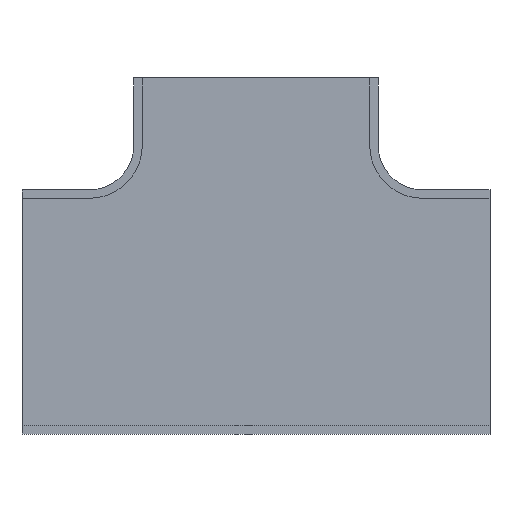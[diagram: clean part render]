
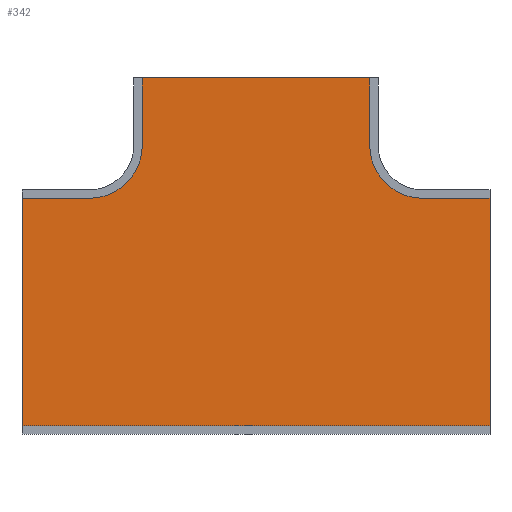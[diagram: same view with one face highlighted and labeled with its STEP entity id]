
A CAD part, front view. The second image highlights one B-rep face of the part: STEP entity #342.
In plain terms, the highlighted planar face has unit normal (0, -1, 0).
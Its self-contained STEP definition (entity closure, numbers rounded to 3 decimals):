
#4 = EDGE_CURVE ( 'NONE', #477, #719, #354, .T. ) ;
#20 = EDGE_CURVE ( 'NONE', #625, #689, #340, .T. ) ;
#26 = DIRECTION ( 'NONE',  ( 0., 1., 0. ) ) ;
#34 = EDGE_CURVE ( 'NONE', #689, #691, #345, .T. ) ;
#51 = VECTOR ( 'NONE', #162, 1000. ) ;
#60 = LINE ( 'NONE', #171, #51 ) ;
#81 = VECTOR ( 'NONE', #161, 1000. ) ;
#82 = CARTESIAN_POINT ( 'NONE',  ( -41.8, 40.2, 8.187 ) ) ;
#87 = LINE ( 'NONE', #154, #81 ) ;
#103 = CARTESIAN_POINT ( 'NONE',  ( 41.8, 40.2, 8.187 ) ) ;
#109 = LINE ( 'NONE', #222, #113 ) ;
#113 = VECTOR ( 'NONE', #220, 1000. ) ;
#141 = DIRECTION ( 'NONE',  ( 0., -1., 0. ) ) ;
#147 = CARTESIAN_POINT ( 'NONE',  ( 29.8, 40.2, 17.687 ) ) ;
#154 = CARTESIAN_POINT ( 'NONE',  ( -29.8, 40.2, 8.187 ) ) ;
#160 = EDGE_CURVE ( 'NONE', #691, #477, #312, .T. ) ;
#161 = DIRECTION ( 'NONE',  ( 1., 0., 0. ) ) ;
#162 = DIRECTION ( 'NONE',  ( -1., 0., 0. ) ) ;
#164 = AXIS2_PLACEMENT_3D ( 'NONE', #453, #448, #445 ) ;
#165 = CARTESIAN_POINT ( 'NONE',  ( 20.3, 40.2, 17.687 ) ) ;
#168 = CARTESIAN_POINT ( 'NONE',  ( -41.8, 40.2, -32.413 ) ) ;
#171 = CARTESIAN_POINT ( 'NONE',  ( -41.8, 40.2, -32.413 ) ) ;
#183 = DIRECTION ( 'NONE',  ( 0., 0., 1. ) ) ;
#184 = CIRCLE ( 'NONE', #164, 9.5 ) ;
#187 = CARTESIAN_POINT ( 'NONE',  ( 20.3, 40.2, 29.687 ) ) ;
#190 = VECTOR ( 'NONE', #487, 1000. ) ;
#206 = VECTOR ( 'NONE', #523, 1000. ) ;
#208 = LINE ( 'NONE', #481, #190 ) ;
#210 = LINE ( 'NONE', #531, #206 ) ;
#220 = DIRECTION ( 'NONE',  ( 0., 0., 1. ) ) ;
#222 = CARTESIAN_POINT ( 'NONE',  ( -41.8, 40.2, 9.687 ) ) ;
#225 = AXIS2_PLACEMENT_3D ( 'NONE', #614, #26, #588 ) ;
#239 = FACE_OUTER_BOUND ( 'NONE', #428, .T. ) ;
#312 = CIRCLE ( 'NONE', #455, 9.5 ) ;
#315 = CARTESIAN_POINT ( 'NONE',  ( -20.3, 40.2, 29.687 ) ) ;
#336 = VECTOR ( 'NONE', #537, 1000. ) ;
#340 = LINE ( 'NONE', #529, #355 ) ;
#342 = ADVANCED_FACE ( 'NONE', ( #239 ), #628, .F. ) ;
#345 = LINE ( 'NONE', #460, #336 ) ;
#353 = VECTOR ( 'NONE', #583, 1000. ) ;
#354 = LINE ( 'NONE', #643, #353 ) ;
#355 = VECTOR ( 'NONE', #454, 1000. ) ;
#377 = EDGE_CURVE ( 'NONE', #485, #625, #210, .T. ) ;
#418 = EDGE_CURVE ( 'NONE', #719, #457, #208, .T. ) ;
#428 = EDGE_LOOP ( 'NONE', ( #635, #647, #653, #658, #674, #679, #686, #701, #702, #725 ) ) ;
#444 = VERTEX_POINT ( 'NONE', #478 ) ;
#445 = DIRECTION ( 'NONE',  ( 0., 0., 1. ) ) ;
#448 = DIRECTION ( 'NONE',  ( 0., -1., 0. ) ) ;
#453 = CARTESIAN_POINT ( 'NONE',  ( -29.8, 40.2, 17.687 ) ) ;
#454 = DIRECTION ( 'NONE',  ( 1., 0., 0. ) ) ;
#455 = AXIS2_PLACEMENT_3D ( 'NONE', #147, #141, #183 ) ;
#457 = VERTEX_POINT ( 'NONE', #474 ) ;
#460 = CARTESIAN_POINT ( 'NONE',  ( 20.3, 40.2, 29.687 ) ) ;
#463 = CARTESIAN_POINT ( 'NONE',  ( -20.3, 40.2, 17.687 ) ) ;
#468 = CARTESIAN_POINT ( 'NONE',  ( 29.8, 40.2, 8.187 ) ) ;
#472 = EDGE_CURVE ( 'NONE', #444, #485, #184, .T. ) ;
#474 = CARTESIAN_POINT ( 'NONE',  ( 41.8, 40.2, -32.413 ) ) ;
#477 = VERTEX_POINT ( 'NONE', #468 ) ;
#478 = CARTESIAN_POINT ( 'NONE',  ( -29.8, 40.2, 8.187 ) ) ;
#481 = CARTESIAN_POINT ( 'NONE',  ( 41.8, 40.2, 9.687 ) ) ;
#485 = VERTEX_POINT ( 'NONE', #463 ) ;
#487 = DIRECTION ( 'NONE',  ( 0., 0., -1. ) ) ;
#523 = DIRECTION ( 'NONE',  ( 0., 0., 1. ) ) ;
#529 = CARTESIAN_POINT ( 'NONE',  ( -21.8, 40.2, 29.687 ) ) ;
#531 = CARTESIAN_POINT ( 'NONE',  ( -20.3, 40.2, 29.687 ) ) ;
#537 = DIRECTION ( 'NONE',  ( 0., 0., -1. ) ) ;
#583 = DIRECTION ( 'NONE',  ( 1., 0., 0. ) ) ;
#588 = DIRECTION ( 'NONE',  ( 0., 0., 1. ) ) ;
#614 = CARTESIAN_POINT ( 'NONE',  ( -29.8, 40.2, 17.687 ) ) ;
#625 = VERTEX_POINT ( 'NONE', #315 ) ;
#628 = PLANE ( 'NONE',  #225 ) ;
#635 = ORIENTED_EDGE ( 'NONE', *, *, #418, .F. ) ;
#643 = CARTESIAN_POINT ( 'NONE',  ( 29.8, 40.2, 8.187 ) ) ;
#647 = ORIENTED_EDGE ( 'NONE', *, *, #4, .F. ) ;
#653 = ORIENTED_EDGE ( 'NONE', *, *, #160, .F. ) ;
#658 = ORIENTED_EDGE ( 'NONE', *, *, #34, .F. ) ;
#671 = EDGE_CURVE ( 'NONE', #690, #728, #109, .T. ) ;
#674 = ORIENTED_EDGE ( 'NONE', *, *, #20, .F. ) ;
#679 = ORIENTED_EDGE ( 'NONE', *, *, #377, .F. ) ;
#686 = ORIENTED_EDGE ( 'NONE', *, *, #472, .F. ) ;
#689 = VERTEX_POINT ( 'NONE', #187 ) ;
#690 = VERTEX_POINT ( 'NONE', #168 ) ;
#691 = VERTEX_POINT ( 'NONE', #165 ) ;
#700 = EDGE_CURVE ( 'NONE', #457, #690, #60, .T. ) ;
#701 = ORIENTED_EDGE ( 'NONE', *, *, #711, .F. ) ;
#702 = ORIENTED_EDGE ( 'NONE', *, *, #671, .F. ) ;
#711 = EDGE_CURVE ( 'NONE', #728, #444, #87, .T. ) ;
#719 = VERTEX_POINT ( 'NONE', #103 ) ;
#725 = ORIENTED_EDGE ( 'NONE', *, *, #700, .F. ) ;
#728 = VERTEX_POINT ( 'NONE', #82 ) ;
